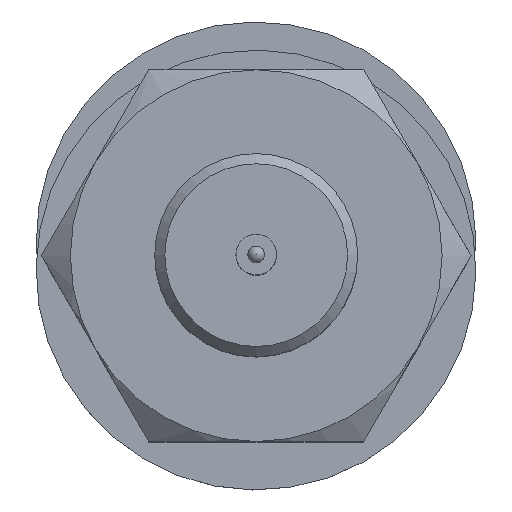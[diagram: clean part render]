
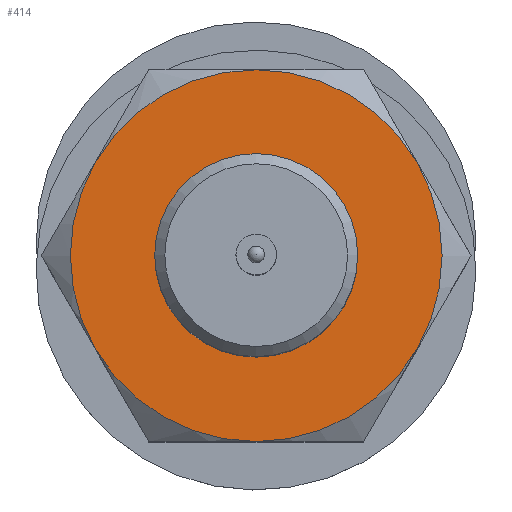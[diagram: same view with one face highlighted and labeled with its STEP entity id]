
A CAD part, top view. The second image highlights one B-rep face of the part: STEP entity #414.
In plain terms, the highlighted face is planar.
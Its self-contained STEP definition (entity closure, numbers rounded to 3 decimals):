
#56=FACE_BOUND('',#167,.T.);
#70=PLANE('',#548);
#136=FACE_OUTER_BOUND('',#166,.T.);
#166=EDGE_LOOP('',(#352,#353));
#167=EDGE_LOOP('',(#354));
#193=CIRCLE('',#549,2.747);
#194=CIRCLE('',#550,2.747);
#195=CIRCLE('',#551,1.5);
#228=VERTEX_POINT('',#816);
#229=VERTEX_POINT('',#817);
#230=VERTEX_POINT('',#820);
#275=EDGE_CURVE('',#228,#229,#193,.T.);
#276=EDGE_CURVE('',#229,#228,#194,.T.);
#277=EDGE_CURVE('',#230,#230,#195,.T.);
#352=ORIENTED_EDGE('',*,*,#275,.F.);
#353=ORIENTED_EDGE('',*,*,#276,.F.);
#354=ORIENTED_EDGE('',*,*,#277,.T.);
#414=ADVANCED_FACE('',(#136,#56),#70,.F.);
#548=AXIS2_PLACEMENT_3D('',#815,#655,#656);
#549=AXIS2_PLACEMENT_3D('',#818,#657,#658);
#550=AXIS2_PLACEMENT_3D('',#819,#659,#660);
#551=AXIS2_PLACEMENT_3D('',#821,#661,#662);
#655=DIRECTION('center_axis',(1.,0.,0.));
#656=DIRECTION('ref_axis',(0.,0.,-1.));
#657=DIRECTION('center_axis',(1.,0.,0.));
#658=DIRECTION('ref_axis',(0.,0.,-1.));
#659=DIRECTION('center_axis',(1.,0.,0.));
#660=DIRECTION('ref_axis',(0.,0.,-1.));
#661=DIRECTION('center_axis',(1.,0.,0.));
#662=DIRECTION('ref_axis',(0.,0.,-1.));
#815=CARTESIAN_POINT('Origin',(-1.2,0.,0.));
#816=CARTESIAN_POINT('',(-1.2,0.,-2.747));
#817=CARTESIAN_POINT('',(-1.2,0.,2.747));
#818=CARTESIAN_POINT('Origin',(-1.2,0.,0.));
#819=CARTESIAN_POINT('Origin',(-1.2,0.,0.));
#820=CARTESIAN_POINT('',(-1.2,0.,-1.5));
#821=CARTESIAN_POINT('Origin',(-1.2,0.,0.));
